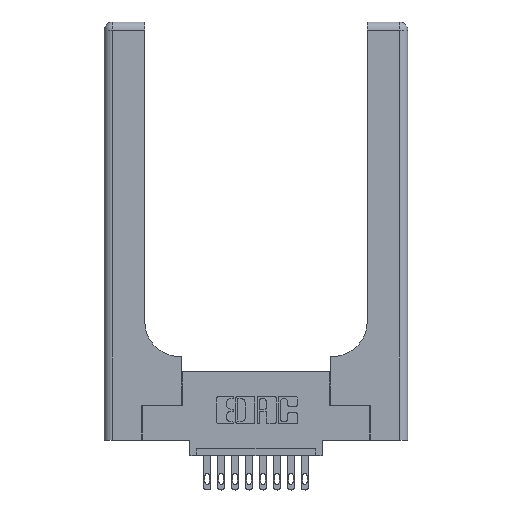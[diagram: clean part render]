
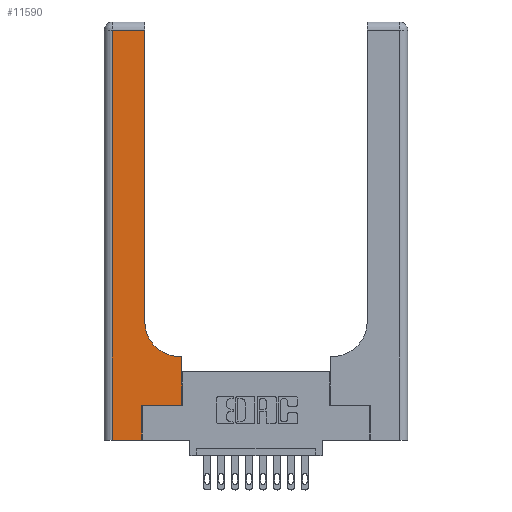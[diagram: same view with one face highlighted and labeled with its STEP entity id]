
A CAD part, top view. The second image highlights one B-rep face of the part: STEP entity #11590.
In plain terms, the highlighted planar face has unit normal (0, 0, 1).
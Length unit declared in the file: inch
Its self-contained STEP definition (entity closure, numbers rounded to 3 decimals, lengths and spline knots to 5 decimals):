
#199 = VERTEX_POINT ( 'NONE', #10041 ) ;
#353 = CARTESIAN_POINT ( 'NONE',  ( 0.5585, 0.6, 0.37 ) ) ;
#824 = DIRECTION ( 'NONE',  ( 0., 0., -1. ) ) ;
#1167 = CARTESIAN_POINT ( 'NONE',  ( 0.06, 2.94, 0.37 ) ) ;
#1232 = EDGE_CURVE ( 'NONE', #13464, #14506, #13401, .T. ) ;
#1313 = EDGE_CURVE ( 'NONE', #14506, #199, #12265, .T. ) ;
#1404 = LINE ( 'NONE', #13943, #6774 ) ;
#1653 = EDGE_CURVE ( 'NONE', #10201, #14391, #4375, .T. ) ;
#1655 = ORIENTED_EDGE ( 'NONE', *, *, #7979, .T. ) ;
#2239 = CARTESIAN_POINT ( 'NONE',  ( 0., 2.94, 0.37 ) ) ;
#2579 = EDGE_CURVE ( 'NONE', #14391, #13742, #1404, .T. ) ;
#2651 = CARTESIAN_POINT ( 'NONE',  ( 0.06, 0., 0.37 ) ) ;
#2981 = DIRECTION ( 'NONE',  ( 1., 0., 0. ) ) ;
#3117 = EDGE_CURVE ( 'NONE', #199, #15409, #10249, .T. ) ;
#3259 = EDGE_CURVE ( 'NONE', #3632, #13464, #12714, .T. ) ;
#3632 = VERTEX_POINT ( 'NONE', #14367 ) ;
#4268 = ORIENTED_EDGE ( 'NONE', *, *, #2579, .T. ) ;
#4375 = LINE ( 'NONE', #9622, #6861 ) ;
#4735 = CARTESIAN_POINT ( 'NONE',  ( 0.2915, 2.94, 0.37 ) ) ;
#4752 = AXIS2_PLACEMENT_3D ( 'NONE', #10663, #11791, #14218 ) ;
#5238 = DIRECTION ( 'NONE',  ( 0., 1., 0. ) ) ;
#6149 = LINE ( 'NONE', #7850, #15538 ) ;
#6774 = VECTOR ( 'NONE', #2981, 39.37008 ) ;
#6847 = VECTOR ( 'NONE', #13179, 39.37008 ) ;
#6861 = VECTOR ( 'NONE', #15843, 39.37008 ) ;
#6871 = CARTESIAN_POINT ( 'NONE',  ( 0.5585, 0.25, 0.37 ) ) ;
#7850 = CARTESIAN_POINT ( 'NONE',  ( 0.2915, 3., 0.37 ) ) ;
#7931 = PLANE ( 'NONE',  #12972 ) ;
#7979 = EDGE_CURVE ( 'NONE', #13742, #3632, #15400, .T. ) ;
#8130 = CARTESIAN_POINT ( 'NONE',  ( 0.2915, 0.85, 0.37 ) ) ;
#8208 = ORIENTED_EDGE ( 'NONE', *, *, #1313, .T. ) ;
#8513 = DIRECTION ( 'NONE',  ( 0., 1., 0. ) ) ;
#8988 = VECTOR ( 'NONE', #12149, 39.37008 ) ;
#9172 = DIRECTION ( 'NONE',  ( -1., 0., 0. ) ) ;
#9356 = DIRECTION ( 'NONE',  ( 0., 1., 0. ) ) ;
#9622 = CARTESIAN_POINT ( 'NONE',  ( 0.06, 3., 0.37 ) ) ;
#9628 = CARTESIAN_POINT ( 'NONE',  ( 0.2915, 0.6, 0.37 ) ) ;
#10041 = CARTESIAN_POINT ( 'NONE',  ( 0.5415, 0.6, 0.37 ) ) ;
#10081 = VECTOR ( 'NONE', #8513, 39.37008 ) ;
#10201 = VERTEX_POINT ( 'NONE', #1167 ) ;
#10249 = CIRCLE ( 'NONE', #4752, 0.25 ) ;
#10663 = CARTESIAN_POINT ( 'NONE',  ( 0.5415, 0.85, 0.37 ) ) ;
#10701 = EDGE_LOOP ( 'NONE', ( #13186, #15756, #11012, #4268, #1655, #15313, #12169, #8208, #14443 ) ) ;
#10821 = EDGE_CURVE ( 'NONE', #12719, #10201, #13743, .T. ) ;
#11012 = ORIENTED_EDGE ( 'NONE', *, *, #1653, .T. ) ;
#11590 = ADVANCED_FACE ( 'NONE', ( #12416 ), #7931, .F. ) ;
#11706 = CARTESIAN_POINT ( 'NONE',  ( 0., 3., 0.37 ) ) ;
#11791 = DIRECTION ( 'NONE',  ( 0., 0., -1. ) ) ;
#12016 = DIRECTION ( 'NONE',  ( 1., 0., 0. ) ) ;
#12149 = DIRECTION ( 'NONE',  ( -1., 0., 0. ) ) ;
#12169 = ORIENTED_EDGE ( 'NONE', *, *, #1232, .T. ) ;
#12265 = LINE ( 'NONE', #9628, #8988 ) ;
#12416 = FACE_OUTER_BOUND ( 'NONE', #10701, .T. ) ;
#12649 = VECTOR ( 'NONE', #9356, 39.37008 ) ;
#12714 = LINE ( 'NONE', #15759, #15556 ) ;
#12719 = VERTEX_POINT ( 'NONE', #4735 ) ;
#12972 = AXIS2_PLACEMENT_3D ( 'NONE', #11706, #824, #9172 ) ;
#13179 = DIRECTION ( 'NONE',  ( -1., 0., 0. ) ) ;
#13186 = ORIENTED_EDGE ( 'NONE', *, *, #15294, .T. ) ;
#13289 = CARTESIAN_POINT ( 'NONE',  ( 0.269, 0., 0.37 ) ) ;
#13401 = LINE ( 'NONE', #6871, #12649 ) ;
#13464 = VERTEX_POINT ( 'NONE', #14821 ) ;
#13565 = CARTESIAN_POINT ( 'NONE',  ( 0.269, 0., 0.37 ) ) ;
#13742 = VERTEX_POINT ( 'NONE', #13289 ) ;
#13743 = LINE ( 'NONE', #2239, #6847 ) ;
#13943 = CARTESIAN_POINT ( 'NONE',  ( 0., 0., 0.37 ) ) ;
#14218 = DIRECTION ( 'NONE',  ( 1., 0., 0. ) ) ;
#14367 = CARTESIAN_POINT ( 'NONE',  ( 0.269, 0.25, 0.37 ) ) ;
#14391 = VERTEX_POINT ( 'NONE', #2651 ) ;
#14443 = ORIENTED_EDGE ( 'NONE', *, *, #3117, .T. ) ;
#14506 = VERTEX_POINT ( 'NONE', #353 ) ;
#14821 = CARTESIAN_POINT ( 'NONE',  ( 0.5585, 0.25, 0.37 ) ) ;
#15294 = EDGE_CURVE ( 'NONE', #15409, #12719, #6149, .T. ) ;
#15313 = ORIENTED_EDGE ( 'NONE', *, *, #3259, .T. ) ;
#15400 = LINE ( 'NONE', #13565, #10081 ) ;
#15409 = VERTEX_POINT ( 'NONE', #8130 ) ;
#15538 = VECTOR ( 'NONE', #5238, 39.37008 ) ;
#15556 = VECTOR ( 'NONE', #12016, 39.37008 ) ;
#15756 = ORIENTED_EDGE ( 'NONE', *, *, #10821, .T. ) ;
#15759 = CARTESIAN_POINT ( 'NONE',  ( 0.269, 0.25, 0.37 ) ) ;
#15843 = DIRECTION ( 'NONE',  ( 0., -1., 0. ) ) ;
